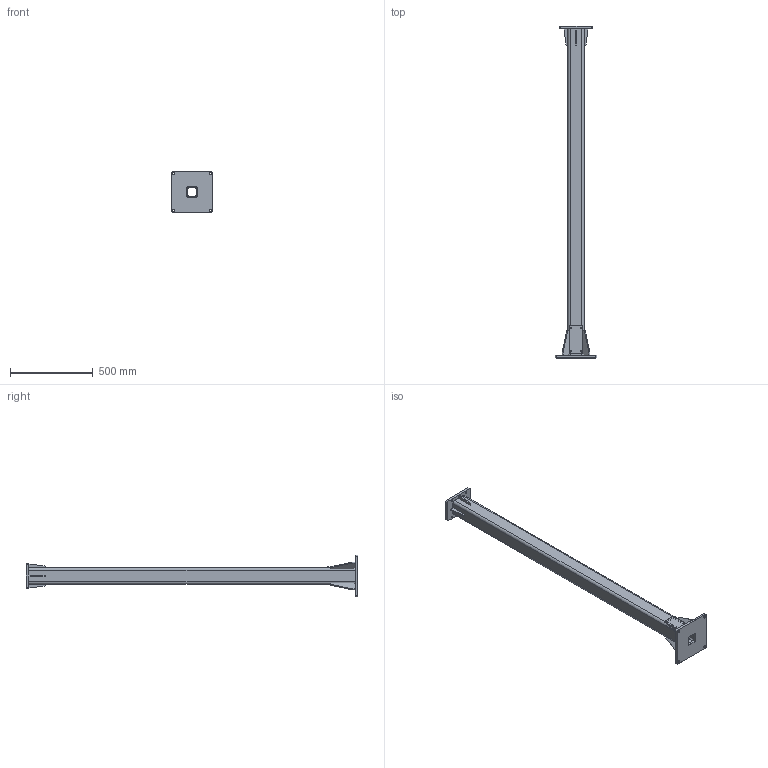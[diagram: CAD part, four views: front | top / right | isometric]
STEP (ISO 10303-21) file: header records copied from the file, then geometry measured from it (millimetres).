
FILE_DESCRIPTION (( 'STEP AP214' ), '1' );
FILE_NAME ('49470004.STEP', '2022-05-12T14:02:35', ( 'Ifina' ), ( 'Ifina' ), 'SwSTEP 2.0', 'SolidWorks 2020', '' );
FILE_SCHEMA (( 'AUTOMOTIVE_DESIGN' ));
Length unit declared in the file: millimetre
Products named in the file (1): 49470004
Bounding box: 250 x 2000 x 250 mm (x, y, z)
Surface area: 1691056.2 mm2 (no closed solid volume)
Topology: 0 solids, 53 shells, 166 faces, 666 edges, 527 vertices
Faces by surface type: plane 91, cylinder 64, cone 6, torus 5
Full cylindrical faces by diameter (mm): 10 x2, 11 x4, 15 x4, 58 x1
Entity records: 8811 total; most frequent: CARTESIAN_POINT 1594, DIRECTION 1154, ORIENTED_EDGE 786, EDGE_CURVE 646, VERTEX_POINT 525, VECTOR 408, LINE 408, AXIS2_PLACEMENT_3D 373
